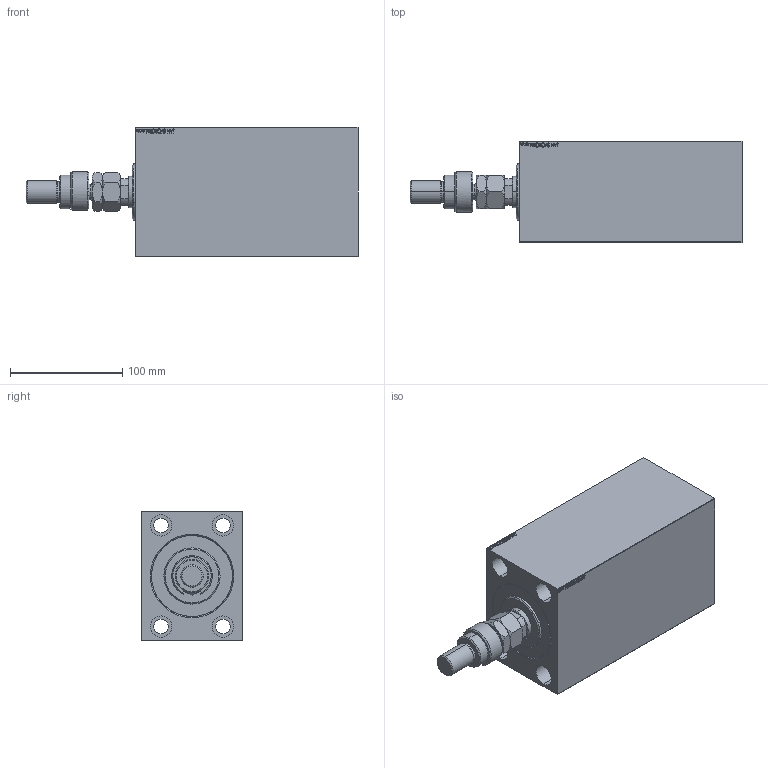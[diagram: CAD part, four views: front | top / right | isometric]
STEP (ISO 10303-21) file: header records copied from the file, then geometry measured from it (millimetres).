
FILE_DESCRIPTION (( 'STEP AP203' ), '1' );
FILE_NAME ('2938.STEP', '2022-04-17T06:18:17', ( '' ), ( '' ), 'SwSTEP 2.0', 'SolidWorks 2019', '' );
FILE_SCHEMA (( 'CONFIG_CONTROL_DESIGN' ));
Length unit declared in the file: millimetre
Products named in the file (7): V450CM_C_VCP 0148c3018ac00c28d12619ce2facd220; MFA 0148c3018ac00c28d12619ce2facd220; FEMALE_PART_FOR_DFA 0148c3018ac00c28d12619ce2facd220; V450CM_C_Body 0148c3018ac00c28d12619ce2facd220; V450CM_VC_B 0148c3018ac00c28d12619ce2facd220; 2938; DFA 0148c3018ac00c28d12619ce2facd220
Assembly tree (6 placements, depth 3):
  2938
    V450CM_C_Body 0148c3018ac00c28d12619ce2facd220
    V450CM_C_VCP 0148c3018ac00c28d12619ce2facd220
    V450CM_VC_B 0148c3018ac00c28d12619ce2facd220
    DFA 0148c3018ac00c28d12619ce2facd220
      FEMALE_PART_FOR_DFA 0148c3018ac00c28d12619ce2facd220
      MFA 0148c3018ac00c28d12619ce2facd220
Bounding box: 295.5 x 90 x 115 mm (x, y, z)
Volume: 1670221.8 mm3; surface area: 232130.6 mm2
Topology: 5 solids, 5 shells, 946 faces, 2396 edges, 1571 vertices
Faces by surface type: plane 437, bspline 380, cylinder 71, cone 54, torus 4
Entity records: 46777 total; most frequent: CARTESIAN_POINT 25783, ORIENTED_EDGE 4788, DIRECTION 2934, EDGE_CURVE 2394, VERTEX_POINT 1571, LINE 1362, VECTOR 1362, EDGE_LOOP 1073
